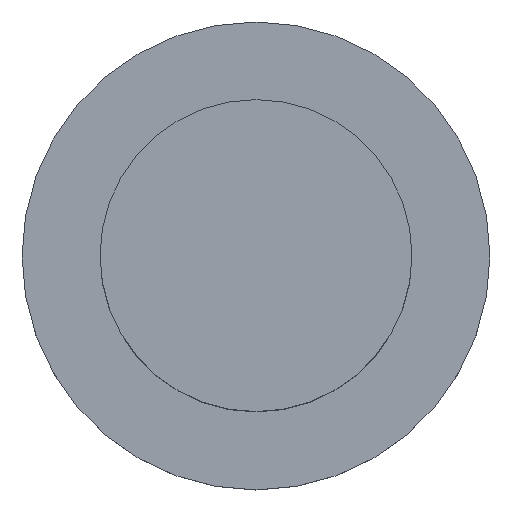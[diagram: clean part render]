
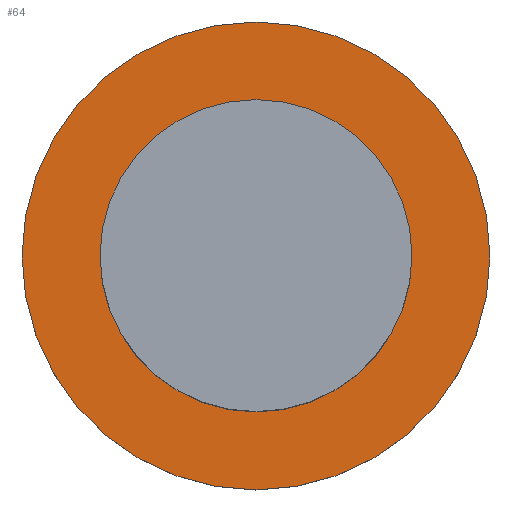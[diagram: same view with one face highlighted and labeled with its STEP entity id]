
A CAD part, top view. The second image highlights one B-rep face of the part: STEP entity #64.
In plain terms, the highlighted planar face has unit normal (0, 0, 1).
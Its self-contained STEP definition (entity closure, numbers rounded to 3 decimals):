
#15=FACE_BOUND('',#30,.T.);
#24=FACE_OUTER_BOUND('',#29,.T.);
#29=EDGE_LOOP('',(#52));
#30=EDGE_LOOP('',(#53));
#34=CIRCLE('',#93,2.);
#35=CIRCLE('',#95,3.);
#38=VERTEX_POINT('',#126);
#39=VERTEX_POINT('',#130);
#42=EDGE_CURVE('',#38,#38,#34,.T.);
#44=EDGE_CURVE('',#39,#39,#35,.T.);
#52=ORIENTED_EDGE('',*,*,#44,.F.);
#53=ORIENTED_EDGE('',*,*,#42,.T.);
#60=PLANE('',#94);
#64=ADVANCED_FACE('',(#24,#15),#60,.T.);
#93=AXIS2_PLACEMENT_3D('',#127,#107,#108);
#94=AXIS2_PLACEMENT_3D('',#129,#110,#111);
#95=AXIS2_PLACEMENT_3D('',#131,#112,#113);
#107=DIRECTION('center_axis',(0.,0.,-1.));
#108=DIRECTION('ref_axis',(1.,0.,0.));
#110=DIRECTION('center_axis',(0.,0.,1.));
#111=DIRECTION('ref_axis',(1.,0.,0.));
#112=DIRECTION('center_axis',(0.,0.,-1.));
#113=DIRECTION('ref_axis',(1.,0.,0.));
#126=CARTESIAN_POINT('',(0.,-2.,-2.5));
#127=CARTESIAN_POINT('Origin',(0.,0.,-2.5));
#129=CARTESIAN_POINT('Origin',(0.,3.,-2.5));
#130=CARTESIAN_POINT('',(0.,-3.,-2.5));
#131=CARTESIAN_POINT('Origin',(0.,0.,-2.5));
